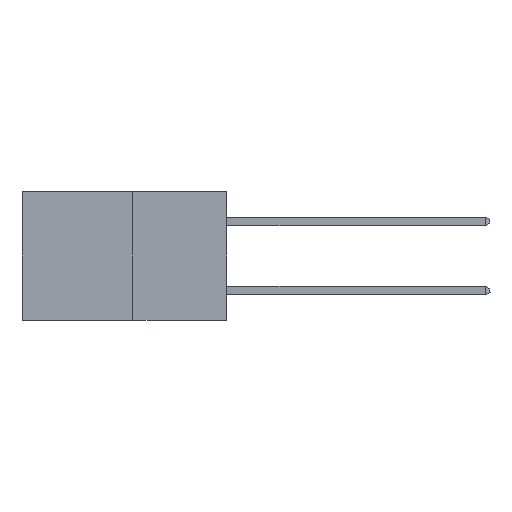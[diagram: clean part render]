
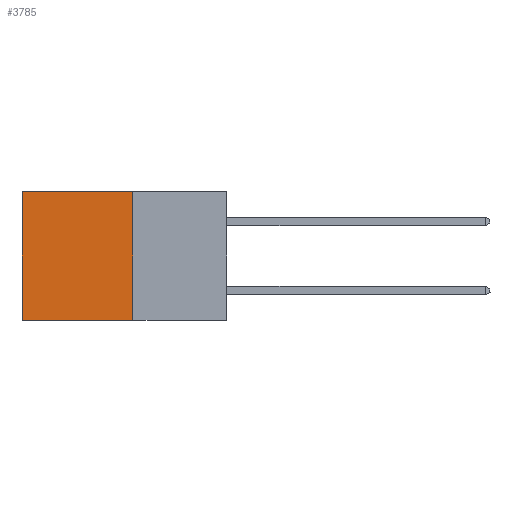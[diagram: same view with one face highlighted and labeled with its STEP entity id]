
A CAD part, left-side view. The second image highlights one B-rep face of the part: STEP entity #3785.
In plain terms, the highlighted planar face has unit normal (-1, 0, 0).
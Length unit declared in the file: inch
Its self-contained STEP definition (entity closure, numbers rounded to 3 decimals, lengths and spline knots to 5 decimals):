
#1193 = CARTESIAN_POINT ( 'NONE',  ( 0.277, 0.27, 0. ) ) ;
#1315 = ORIENTED_EDGE ( 'NONE', *, *, #6012, .F. ) ;
#1509 = VERTEX_POINT ( 'NONE', #5219 ) ;
#1961 = CARTESIAN_POINT ( 'NONE',  ( 0.277, 0.59, -0.37 ) ) ;
#2229 = LINE ( 'NONE', #9112, #5911 ) ;
#2341 = LINE ( 'NONE', #10755, #8187 ) ;
#2774 = LINE ( 'NONE', #4933, #6043 ) ;
#2917 = VERTEX_POINT ( 'NONE', #1961 ) ;
#3785 = ADVANCED_FACE ( 'NONE', ( #8469 ), #12518, .F. ) ;
#4256 = DIRECTION ( 'NONE',  ( 0., 1., 0. ) ) ;
#4519 = CARTESIAN_POINT ( 'NONE',  ( 0.277, 0.27, -0.37 ) ) ;
#4581 = CARTESIAN_POINT ( 'NONE',  ( 0.277, 0.27, -0.37 ) ) ;
#4897 = DIRECTION ( 'NONE',  ( 0., 0., -1. ) ) ;
#4933 = CARTESIAN_POINT ( 'NONE',  ( 0.277, 0.27, -0.37 ) ) ;
#4935 = DIRECTION ( 'NONE',  ( 0., 0., -1. ) ) ;
#5219 = CARTESIAN_POINT ( 'NONE',  ( 0.277, 0.59, 0. ) ) ;
#5425 = EDGE_CURVE ( 'NONE', #1509, #2917, #2229, .T. ) ;
#5533 = ORIENTED_EDGE ( 'NONE', *, *, #11625, .F. ) ;
#5720 = DIRECTION ( 'NONE',  ( 1., 0., 0. ) ) ;
#5911 = VECTOR ( 'NONE', #9038, 39.37008 ) ;
#6012 = EDGE_CURVE ( 'NONE', #12817, #11596, #2774, .T. ) ;
#6043 = VECTOR ( 'NONE', #4897, 39.37008 ) ;
#8187 = VECTOR ( 'NONE', #4256, 39.37008 ) ;
#8469 = FACE_OUTER_BOUND ( 'NONE', #10091, .T. ) ;
#8921 = DIRECTION ( 'NONE',  ( 0., 1., 0. ) ) ;
#8970 = AXIS2_PLACEMENT_3D ( 'NONE', #10263, #5720, #4935 ) ;
#9038 = DIRECTION ( 'NONE',  ( 0., 0., -1. ) ) ;
#9112 = CARTESIAN_POINT ( 'NONE',  ( 0.277, 0.59, -0.37 ) ) ;
#9751 = VECTOR ( 'NONE', #8921, 39.37008 ) ;
#10091 = EDGE_LOOP ( 'NONE', ( #12548, #5533, #1315, #10140 ) ) ;
#10140 = ORIENTED_EDGE ( 'NONE', *, *, #11952, .T. ) ;
#10263 = CARTESIAN_POINT ( 'NONE',  ( 0.277, 0.27, -0.37 ) ) ;
#10755 = CARTESIAN_POINT ( 'NONE',  ( 0.277, 0.27, 0. ) ) ;
#11596 = VERTEX_POINT ( 'NONE', #4519 ) ;
#11625 = EDGE_CURVE ( 'NONE', #11596, #2917, #12530, .T. ) ;
#11952 = EDGE_CURVE ( 'NONE', #12817, #1509, #2341, .T. ) ;
#12518 = PLANE ( 'NONE',  #8970 ) ;
#12530 = LINE ( 'NONE', #4581, #9751 ) ;
#12548 = ORIENTED_EDGE ( 'NONE', *, *, #5425, .T. ) ;
#12817 = VERTEX_POINT ( 'NONE', #1193 ) ;
